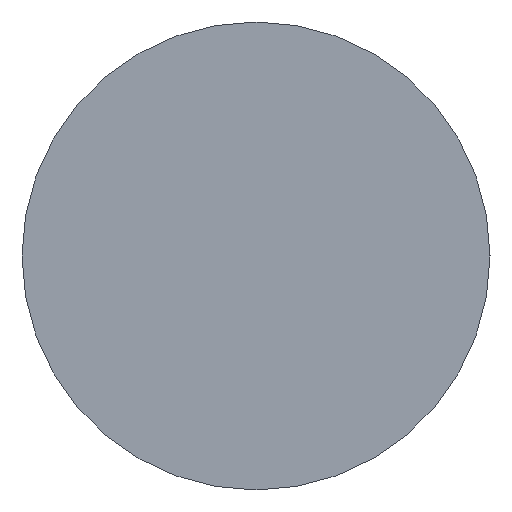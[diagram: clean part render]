
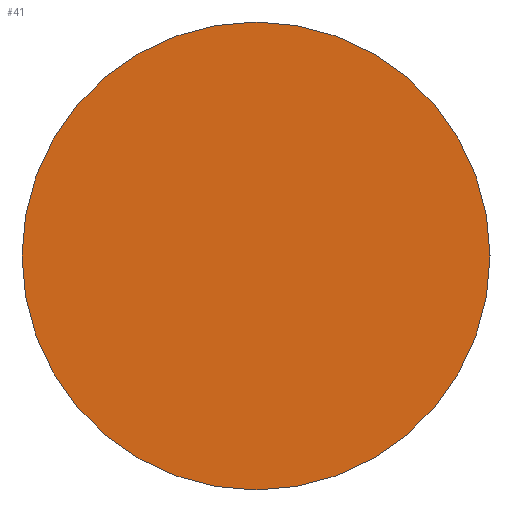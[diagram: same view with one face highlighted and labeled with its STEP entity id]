
A CAD part, left-side view. The second image highlights one B-rep face of the part: STEP entity #41.
In plain terms, the highlighted planar face has unit normal (-1, 0, 0).
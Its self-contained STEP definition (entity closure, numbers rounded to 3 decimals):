
#41 = ADVANCED_FACE( '', ( #87 ), #88, .T. );
#45 = EDGE_CURVE( '', #53, #63, #92, .T. );
#47 = EDGE_CURVE( '', #63, #53, #94, .T. );
#53 = VERTEX_POINT( '', #101 );
#63 = VERTEX_POINT( '', #113 );
#87 = FACE_OUTER_BOUND( '', #127, .T. );
#88 = PLANE( '', #128 );
#92 = CIRCLE( '', #134, 5. );
#94 = CIRCLE( '', #137, 5. );
#101 = CARTESIAN_POINT( '', ( 0., -5., 0. ) );
#113 = CARTESIAN_POINT( '', ( 0., 5., 0. ) );
#127 = EDGE_LOOP( '', ( #167, #168 ) );
#128 = AXIS2_PLACEMENT_3D( '', #169, #170, #171 );
#134 = AXIS2_PLACEMENT_3D( '', #175, #176, #177 );
#137 = AXIS2_PLACEMENT_3D( '', #178, #179, #180 );
#167 = ORIENTED_EDGE( '', *, *, #47, .T. );
#168 = ORIENTED_EDGE( '', *, *, #45, .T. );
#169 = CARTESIAN_POINT( '', ( 0., 2.5, 0. ) );
#170 = DIRECTION( '', ( -1., 0., 0. ) );
#171 = DIRECTION( '', ( 0., 1., 0. ) );
#175 = CARTESIAN_POINT( '', ( 0., 0., 0. ) );
#176 = DIRECTION( '', ( -1., 0., 0. ) );
#177 = DIRECTION( '', ( 0., 1., 0. ) );
#178 = CARTESIAN_POINT( '', ( 0., 0., 0. ) );
#179 = DIRECTION( '', ( -1., 0., 0. ) );
#180 = DIRECTION( '', ( 0., 1., 0. ) );
